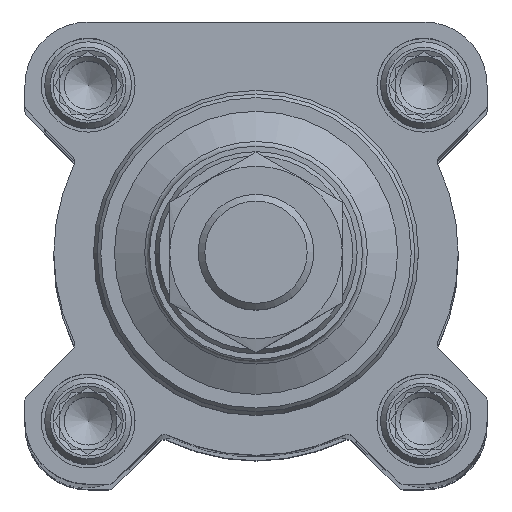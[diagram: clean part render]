
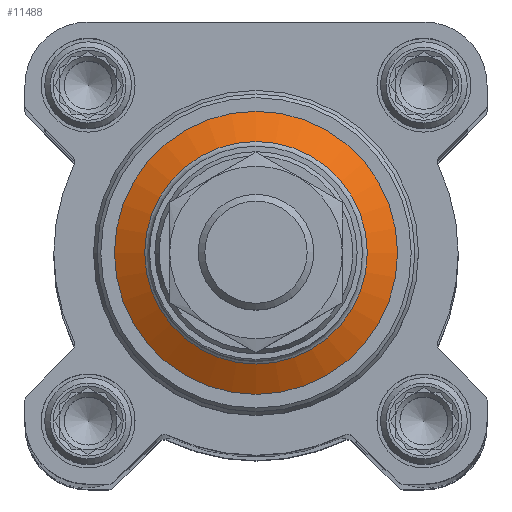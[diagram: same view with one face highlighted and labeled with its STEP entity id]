
A CAD part, top view. The second image highlights one B-rep face of the part: STEP entity #11488.
In plain terms, the highlighted conical face has half-angle 60.522 degrees and reference radius 15.41 mm.
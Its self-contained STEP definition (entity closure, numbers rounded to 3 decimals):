
#3035=ORIENTED_EDGE('',*,*,#5098,.F.);
#3036=ORIENTED_EDGE('',*,*,#5097,.T.);
#5097=EDGE_CURVE('',#6191,#6191,#6763,.T.);
#5098=EDGE_CURVE('',#6192,#6192,#6764,.T.);
#6191=VERTEX_POINT('',#16838);
#6192=VERTEX_POINT('',#16841);
#6763=CIRCLE('',#12192,15.41);
#6764=CIRCLE('',#12194,19.6);
#7079=EDGE_LOOP('',(#3035));
#7080=EDGE_LOOP('',(#3036));
#7743=FACE_BOUND('',#7079,.T.);
#7744=FACE_BOUND('',#7080,.T.);
#8262=CONICAL_SURFACE('',#12193,15.41,1.056);
#11488=ADVANCED_FACE('',(#7743,#7744),#8262,.T.);
#12192=AXIS2_PLACEMENT_3D('',#16837,#13566,#13567);
#12193=AXIS2_PLACEMENT_3D('',#16839,#13568,#13569);
#12194=AXIS2_PLACEMENT_3D('',#16840,#13570,#13571);
#13566=DIRECTION('',(0.,0.,-1.));
#13567=DIRECTION('',(-1.,0.,0.));
#13568=DIRECTION('',(0.,0.,-1.));
#13569=DIRECTION('',(-1.,0.,0.));
#13570=DIRECTION('',(0.,0.,-1.));
#13571=DIRECTION('',(-1.,0.,0.));
#16837=CARTESIAN_POINT('',(0.,0.,22.868));
#16838=CARTESIAN_POINT('',(-15.41,0.,22.868));
#16839=CARTESIAN_POINT('',(0.,0.,22.868));
#16840=CARTESIAN_POINT('',(0.,0.,20.5));
#16841=CARTESIAN_POINT('',(-19.6,0.,20.5));
